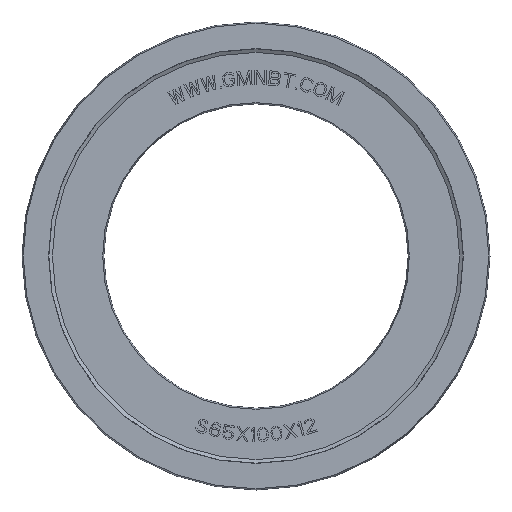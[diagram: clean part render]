
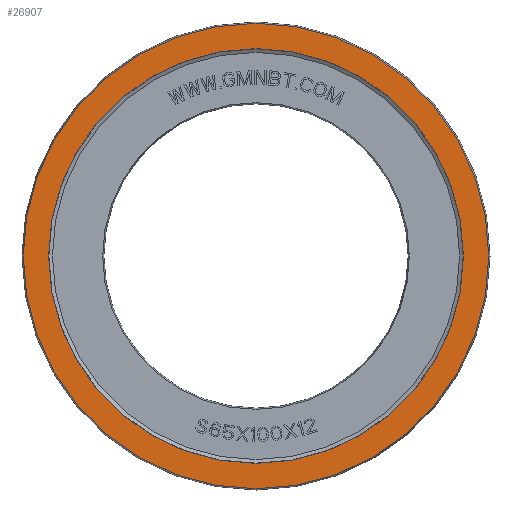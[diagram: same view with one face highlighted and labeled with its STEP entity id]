
A CAD part, front view. The second image highlights one B-rep face of the part: STEP entity #26907.
In plain terms, the highlighted planar face has unit normal (0, -1, 0).
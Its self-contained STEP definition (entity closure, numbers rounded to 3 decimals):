
#26180=CARTESIAN_POINT('',(0.,-6.,0.));
#26181=DIRECTION('',(0.,1.,0.));
#26182=DIRECTION('',(0.,0.,-1.));
#26183=AXIS2_PLACEMENT_3D('',#26180,#26181,#26182);
#26188=CARTESIAN_POINT('',(0.,-6.,0.));
#26189=DIRECTION('',(0.,-1.,0.));
#26190=DIRECTION('',(0.,0.,-1.));
#26191=AXIS2_PLACEMENT_3D('',#26188,#26189,#26190);
#26203=CARTESIAN_POINT('',(0.,-6.,0.));
#26204=DIRECTION('',(0.,-1.,0.));
#26205=DIRECTION('',(0.,0.,-1.));
#26206=AXIS2_PLACEMENT_3D('',#26203,#26204,#26205);
#26218=CARTESIAN_POINT('',(0.,-6.,0.));
#26219=DIRECTION('',(0.,1.,0.));
#26220=DIRECTION('',(0.,0.,-1.));
#26221=AXIS2_PLACEMENT_3D('',#26218,#26219,#26220);
#26584=CARTESIAN_POINT('',(0.,-6.,-44.316));
#26585=VERTEX_POINT('',#26584);
#26586=CARTESIAN_POINT('',(0.,-6.,-49.732));
#26588=VERTEX_POINT('',#26586);
#26628=CARTESIAN_POINT('',(0.,-6.,44.316));
#26629=VERTEX_POINT('',#26628);
#26630=CARTESIAN_POINT('',(0.,-6.,49.732));
#26632=VERTEX_POINT('',#26630);
#26892=CARTESIAN_POINT('',(0.,-6.,0.));
#26893=DIRECTION('',(0.,1.,0.));
#26894=DIRECTION('',(0.,0.,-1.));
#26895=AXIS2_PLACEMENT_3D('',#26892,#26893,#26894);
#26896=PLANE('',#26895);
#26898=ORIENTED_EDGE('',*,*,#26897,.F.);
#26900=ORIENTED_EDGE('',*,*,#26899,.T.);
#26901=EDGE_LOOP('',(#26898,#26900));
#26902=FACE_OUTER_BOUND('',#26901,.F.);
#26903=ORIENTED_EDGE('',*,*,#26885,.F.);
#26904=ORIENTED_EDGE('',*,*,#26874,.T.);
#26905=EDGE_LOOP('',(#26903,#26904));
#26906=FACE_BOUND('',#26905,.F.);
#26184=CIRCLE('',#26183,44.316);
#26192=CIRCLE('',#26191,44.316);
#26207=CIRCLE('',#26206,49.732);
#26222=CIRCLE('',#26221,49.732);
#26874=EDGE_CURVE('',#26585,#26629,#26192,.T.);
#26885=EDGE_CURVE('',#26585,#26629,#26184,.T.);
#26897=EDGE_CURVE('',#26588,#26632,#26207,.T.);
#26899=EDGE_CURVE('',#26588,#26632,#26222,.T.);
#26907=ADVANCED_FACE('',(#26902,#26906),#26896,.F.);
